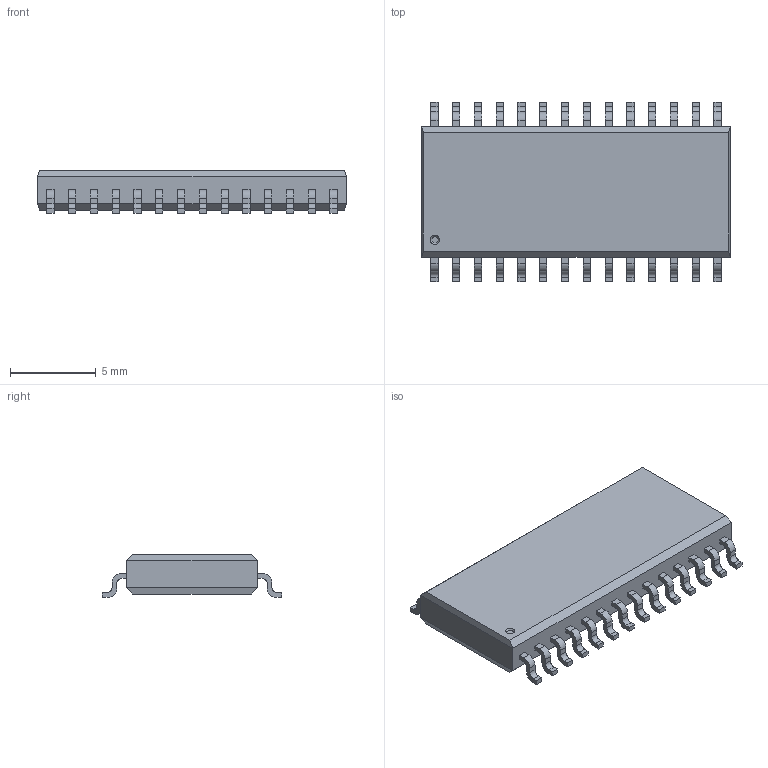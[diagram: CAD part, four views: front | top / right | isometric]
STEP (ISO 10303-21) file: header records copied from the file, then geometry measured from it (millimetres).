
FILE_DESCRIPTION (( 'STEP AP214' ), '1' );
FILE_NAME ('SOP-28.STEP', '2010-08-10T05:48:39', ( 'liujun' ), ( 'DS' ), 'SwSTEP 2.0', 'SolidWorks 2009', '' );
FILE_SCHEMA (( 'AUTOMOTIVE_DESIGN' ));
Length unit declared in the file: millimetre
Products named in the file (1): SOP-28
Bounding box: 18 x 10.45 x 2.5 mm (x, y, z)
Volume: 317.2 mm3; surface area: 461 mm2
Topology: 1 solids, 1 shells, 381 faces, 1042 edges, 692 vertices
Faces by surface type: plane 267, cylinder 112, cone 2
Entity records: 16234 total; most frequent: CARTESIAN_POINT 2116, ORIENTED_EDGE 2084, DIRECTION 2034, EDGE_CURVE 1042, VECTOR 814, LINE 814, VERTEX_POINT 692, AXIS2_PLACEMENT_3D 610
